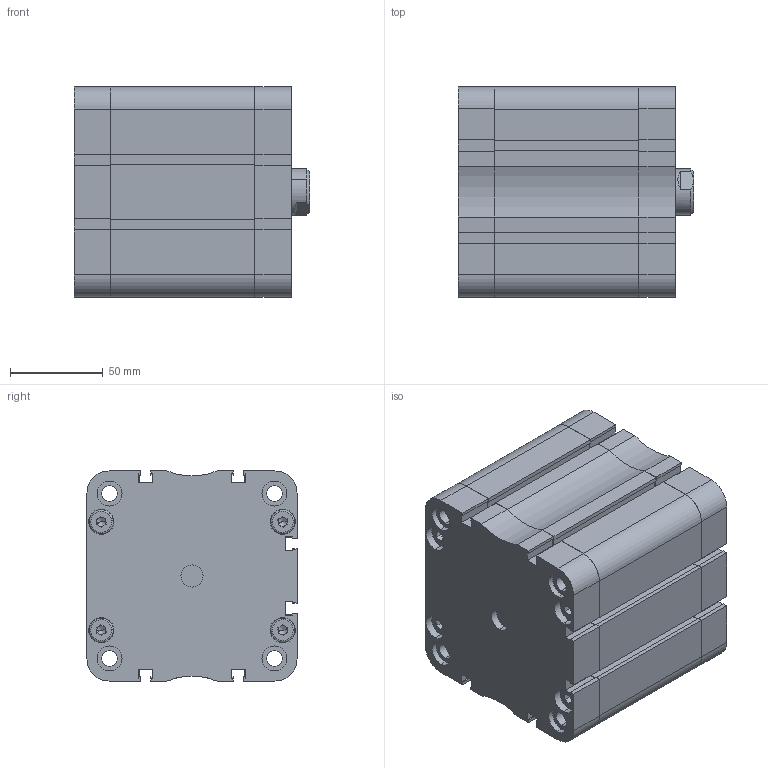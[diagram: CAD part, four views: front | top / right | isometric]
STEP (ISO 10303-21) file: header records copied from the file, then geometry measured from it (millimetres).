
FILE_DESCRIPTION (( 'STEP AP214' ), '1' );
FILE_NAME ('SM_003_100_0050_NP.STEP', '2019-11-06T14:48:50', ( '' ), ( '' ), 'SwSTEP 2.0', 'SolidWorks 2019', '' );
FILE_SCHEMA (( 'AUTOMOTIVE_DESIGN' ));
Length unit declared in the file: millimetre
Products named in the file (20): Pokrywa przód kpl^SM_Pokrywa prz¢d kpl - D100; T硂k kpl^SM_T坥k kpl - D100; socket head thin cap screw_din_DIN 7984 - M8 x 25 --- 21.25N; T³oczysko^SM_Tˆoczysko - D100; Kopia Pokrywa przód^Pokrywa przód kpl_SM_Smart - Pok prz¢d - D100; Kopia SMART - U. t硂ka lu焠a^T硂k kpl_SM_U. t坥ka lu玭a - D100; socket head thin cap screw_din_DIN 7984 - M12 x 35 --- 29.75N; Kopia T硂k^T硂k kpl_SM_T坥k - D100; Kopia Pierœcieñ prowadz¹cy^T³ok kpl_SM_Pier˜cieä prowadz¥cy D100; Kopia SMART - U. typ Oring - pokrywa^Pokrywa przód kpl_SM_U. typ Oring - D100; Kopia Magnes^T³ok kpl_SM_Magnes D100; Kopia Tuleja prowadz¹ca^Pokrywa przód kpl_SM_Tuleja prowadz¥ca - D100; Kopia SMART - U. t³oka S^T³ok kpl_SM_U. tˆoka S - D100; Tuleja^SM_Tuleja - D100; Kopia SMART - U. t³oczyska^Pokrywa przód kpl_SM_U. tˆoczyska - D100; Kopia SMART - U. typ Oring - pokrywa^Pokrywa tyｳ kpl_SM_U. typ Oring - D100; SM_003_100_0050_NP; Kopia Pokrywa ty³^Pokrywa ty³ kpl_SM_Smart - Pok tyˆ - D100; Pokrywa ty³ kpl^SM_Pok tyˆ - D100; Kopia SMART - U. t硂ka wklejana^T硂k kpl_SM_U. t坥ka wklejana - D100
Assembly tree (26 placements, depth 3):
  SM_003_100_0050_NP
    Pokrywa przód kpl^SM_Pokrywa prz¢d kpl - D100
      Kopia Pokrywa przód^Pokrywa przód kpl_SM_Smart - Pok prz¢d - D100
      Kopia SMART - U. typ Oring - pokrywa^Pokrywa przód kpl_SM_U. typ Oring - D100
      Kopia Tuleja prowadz¹ca^Pokrywa przód kpl_SM_Tuleja prowadz¥ca - D100
      Kopia SMART - U. t³oczyska^Pokrywa przód kpl_SM_U. tˆoczyska - D100
    Tuleja^SM_Tuleja - D100
    Pokrywa ty³ kpl^SM_Pok tyˆ - D100
      Kopia Pokrywa ty³^Pokrywa ty³ kpl_SM_Smart - Pok tyˆ - D100
      Kopia SMART - U. typ Oring - pokrywa^Pokrywa tyｳ kpl_SM_U. typ Oring - D100
    T硂k kpl^SM_T坥k kpl - D100
      Kopia T硂k^T硂k kpl_SM_T坥k - D100
      Kopia Magnes^T³ok kpl_SM_Magnes D100
      Kopia Pierœcieñ prowadz¹cy^T³ok kpl_SM_Pier˜cieä prowadz¥cy D100
      Kopia SMART - U. t硂ka lu焠a^T硂k kpl_SM_U. t坥ka lu玭a - D100
      Kopia SMART - U. t硂ka wklejana^T硂k kpl_SM_U. t坥ka wklejana - D100
      Kopia SMART - U. t³oka S^T³ok kpl_SM_U. tˆoka S - D100
    T³oczysko^SM_Tˆoczysko - D100
    socket head thin cap screw_din_DIN 7984 - M12 x 35 --- 29.75N
    socket head thin cap screw_din_DIN 7984 - M8 x 25 --- 21.25N  x8
Bounding box: 127 x 113.5 x 113.5 mm (x, y, z)
Volume: 757630.3 mm3; surface area: 306970.9 mm2
Topology: 24 solids, 24 shells, 1085 faces, 2695 edges, 1730 vertices
Faces by surface type: plane 567, cylinder 297, bspline 108, cone 77, torus 36
Entity records: 33755 total; most frequent: CARTESIAN_POINT 11022, ORIENTED_EDGE 4562, DIRECTION 4320, EDGE_CURVE 2281, VERTEX_POINT 1499, AXIS2_PLACEMENT_3D 1461, VECTOR 1398, LINE 1398
